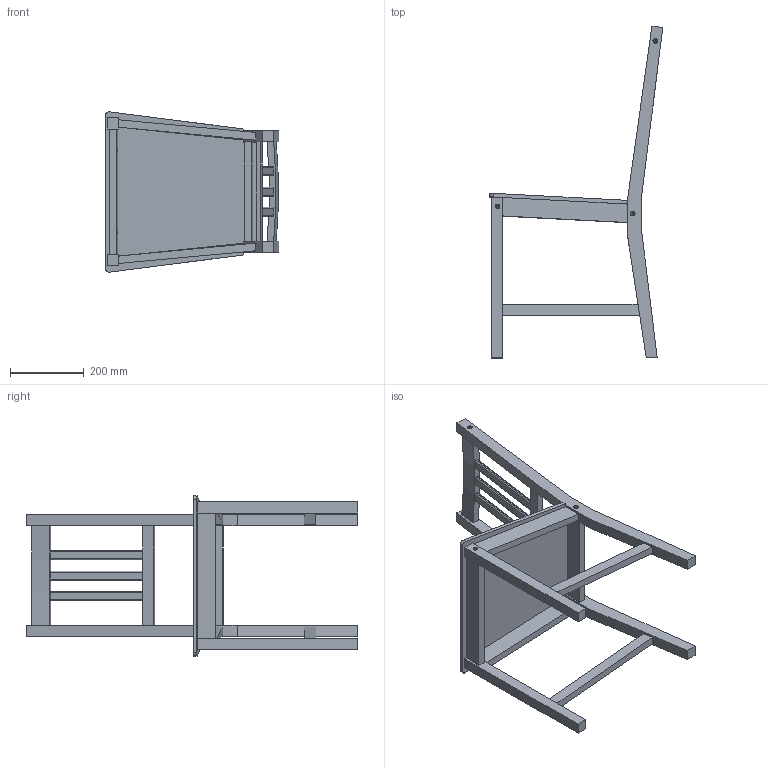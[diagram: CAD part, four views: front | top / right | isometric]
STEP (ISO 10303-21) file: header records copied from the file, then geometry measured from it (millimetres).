
FILE_DESCRIPTION (( 'STEP AP203' ), '1' );
FILE_NAME ('8page_scene_4_5.STEP', '2020-04-02T07:30:01', ( '' ), ( '' ), 'SwSTEP 2.0', 'SolidWorks 2014', '' );
FILE_SCHEMA (( 'CONFIG_CONTROL_DESIGN' ));
Length unit declared in the file: millimetre
Products named in the file (9): chair part2; 8page_scene_4_5; chair pin(14ea); chair part1; chair part4; countersunk flat head cross recess screw_iso(6ea); chair part3; 渠蘆 犒餌chair part5; chair part5
Assembly tree (26 placements, depth 2):
  8page_scene_4_5
    渠蘆 犒餌chair part5
    chair pin(14ea)  x14
    chair part4
    chair part5
    countersunk flat head cross recess screw_iso(6ea)  x6
    chair part3
    chair part2
    chair part1
Bounding box: 471.16 x 900.57 x 435.4 mm (x, y, z)
Volume: 6537305.5 mm3; surface area: 1074419.3 mm2
Topology: 26 solids, 26 shells, 575 faces, 1347 edges, 860 vertices
Faces by surface type: plane 266, cylinder 169, cone 128, torus 12
Entity records: 10564 total; most frequent: DIRECTION 1707, CARTESIAN_POINT 1590, ORIENTED_EDGE 1454, EDGE_CURVE 727, AXIS2_PLACEMENT_3D 648, VERTEX_POINT 475, VECTOR 411, LINE 411
